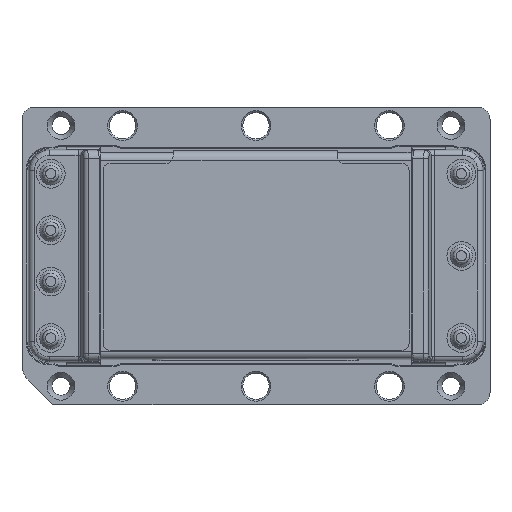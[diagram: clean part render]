
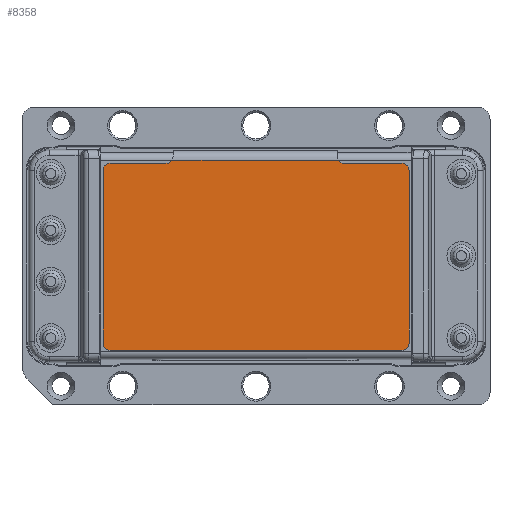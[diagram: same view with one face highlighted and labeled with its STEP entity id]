
A CAD part, top view. The second image highlights one B-rep face of the part: STEP entity #8358.
In plain terms, the highlighted planar face has unit normal (0, 0, 1).
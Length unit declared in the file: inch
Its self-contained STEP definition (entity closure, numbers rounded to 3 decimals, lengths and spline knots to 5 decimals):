
#861 = CARTESIAN_POINT ( 'NONE',  ( 0.41466, 0.07735, 0.07319 ) ) ;
#1065 = CARTESIAN_POINT ( 'NONE',  ( 0.41466, 0.91735, 0.07319 ) ) ;
#1066 = VECTOR ( 'NONE', #1115, 39.37008 ) ;
#1067 = CARTESIAN_POINT ( 'NONE',  ( 0.37966, 0.95235, 0.07319 ) ) ;
#1068 = LINE ( 'NONE', #1067, #1066 ) ;
#1074 = DIRECTION ( 'NONE',  ( 1., 0., 0. ) ) ;
#1075 = DIRECTION ( 'NONE',  ( 0., 0., 1. ) ) ;
#1076 = CARTESIAN_POINT ( 'NONE',  ( 0.37966, 0.07735, 0.07319 ) ) ;
#1077 = AXIS2_PLACEMENT_3D ( 'NONE', #1076, #1075, #1074 ) ;
#1094 = CIRCLE ( 'NONE', #1077, 0.035 ) ;
#1096 = CARTESIAN_POINT ( 'NONE',  ( 0.37966, 0.04235, 0.07319 ) ) ;
#1115 = DIRECTION ( 'NONE',  ( -1., 0., 0. ) ) ;
#8193 = CARTESIAN_POINT ( 'NONE',  ( 0.37966, 0.95235, 0.07319 ) ) ;
#8212 = CARTESIAN_POINT ( 'NONE',  ( 0.09966, 0.95235, 0.07319 ) ) ;
#8348 = ORIENTED_EDGE ( 'NONE', *, *, #8486, .T. ) ;
#8351 = ORIENTED_EDGE ( 'NONE', *, *, #8443, .T. ) ;
#8352 = ORIENTED_EDGE ( 'NONE', *, *, #8356, .T. ) ;
#8355 = ORIENTED_EDGE ( 'NONE', *, *, #8455, .T. ) ;
#8356 = EDGE_CURVE ( 'NONE', #10063, #8622, #11416, .T. ) ;
#8357 = ORIENTED_EDGE ( 'NONE', *, *, #8539, .T. ) ;
#8358 = ADVANCED_FACE ( 'NONE', ( #11411 ), #11390, .T. ) ;
#8362 = EDGE_CURVE ( 'NONE', #8434, #8445, #11480, .T. ) ;
#8370 = ORIENTED_EDGE ( 'NONE', *, *, #8362, .T. ) ;
#8430 = VERTEX_POINT ( 'NONE', #1096 ) ;
#8434 = VERTEX_POINT ( 'NONE', #861 ) ;
#8438 = EDGE_CURVE ( 'NONE', #8430, #8434, #1094, .T. ) ;
#8443 = EDGE_CURVE ( 'NONE', #10057, #10063, #1068, .T. ) ;
#8445 = VERTEX_POINT ( 'NONE', #1065 ) ;
#8455 = EDGE_CURVE ( 'NONE', #8445, #10057, #11602, .T. ) ;
#8468 = VERTEX_POINT ( 'NONE', #11679 ) ;
#8469 = VERTEX_POINT ( 'NONE', #11677 ) ;
#8473 = EDGE_CURVE ( 'NONE', #8480, #8469, #11674, .T. ) ;
#8475 = EDGE_CURVE ( 'NONE', #8468, #8480, #11623, .T. ) ;
#8480 = VERTEX_POINT ( 'NONE', #11689 ) ;
#8486 = EDGE_CURVE ( 'NONE', #8500, #8495, #11730, .T. ) ;
#8495 = VERTEX_POINT ( 'NONE', #11751 ) ;
#8499 = EDGE_CURVE ( 'NONE', #8495, #8430, #11776, .T. ) ;
#8500 = VERTEX_POINT ( 'NONE', #11775 ) ;
#8533 = VERTEX_POINT ( 'NONE', #11858 ) ;
#8539 = EDGE_CURVE ( 'NONE', #8533, #8468, #11883, .T. ) ;
#8560 = EDGE_LOOP ( 'NONE', ( #8597, #8357, #8588, #8595, #8608, #8348, #8590, #8598, #8370, #8355, #8351, #8352 ) ) ;
#8588 = ORIENTED_EDGE ( 'NONE', *, *, #8475, .T. ) ;
#8589 = EDGE_CURVE ( 'NONE', #8469, #8500, #12050, .T. ) ;
#8590 = ORIENTED_EDGE ( 'NONE', *, *, #8499, .T. ) ;
#8595 = ORIENTED_EDGE ( 'NONE', *, *, #8473, .T. ) ;
#8597 = ORIENTED_EDGE ( 'NONE', *, *, #8611, .F. ) ;
#8598 = ORIENTED_EDGE ( 'NONE', *, *, #8438, .T. ) ;
#8608 = ORIENTED_EDGE ( 'NONE', *, *, #8589, .T. ) ;
#8611 = EDGE_CURVE ( 'NONE', #8533, #8622, #12110, .T. ) ;
#8622 = VERTEX_POINT ( 'NONE', #12088 ) ;
#10057 = VERTEX_POINT ( 'NONE', #8193 ) ;
#10063 = VERTEX_POINT ( 'NONE', #8212 ) ;
#11383 = CARTESIAN_POINT ( 'NONE',  ( 0.09966, 0.98735, 0.07319 ) ) ;
#11390 = PLANE ( 'NONE',  #11410 ) ;
#11408 = DIRECTION ( 'NONE',  ( 0., 0., -1. ) ) ;
#11409 = AXIS2_PLACEMENT_3D ( 'NONE', #11383, #11408, #11450 ) ;
#11410 = AXIS2_PLACEMENT_3D ( 'NONE', #11432, #11431, #11430 ) ;
#11411 = FACE_OUTER_BOUND ( 'NONE', #8560, .T. ) ;
#11416 = CIRCLE ( 'NONE', #11409, 0.035 ) ;
#11429 = VECTOR ( 'NONE', #11434, 39.37008 ) ;
#11430 = DIRECTION ( 'NONE',  ( -1., 0., 0. ) ) ;
#11431 = DIRECTION ( 'NONE',  ( 0., 0., 1. ) ) ;
#11432 = CARTESIAN_POINT ( 'NONE',  ( -1.04134, 0.91735, 0.07319 ) ) ;
#11434 = DIRECTION ( 'NONE',  ( 0., 1., 0. ) ) ;
#11450 = DIRECTION ( 'NONE',  ( -1., 0., 0. ) ) ;
#11479 = CARTESIAN_POINT ( 'NONE',  ( 0.41466, 0.91735, 0.07319 ) ) ;
#11480 = LINE ( 'NONE', #11479, #11429 ) ;
#11599 = DIRECTION ( 'NONE',  ( 1., 0., 0. ) ) ;
#11600 = DIRECTION ( 'NONE',  ( 0., 0., 1. ) ) ;
#11601 = AXIS2_PLACEMENT_3D ( 'NONE', #11612, #11600, #11599 ) ;
#11602 = CIRCLE ( 'NONE', #11601, 0.035 ) ;
#11612 = CARTESIAN_POINT ( 'NONE',  ( 0.37966, 0.91735, 0.07319 ) ) ;
#11623 = LINE ( 'NONE', #11669, #11668 ) ;
#11631 = CARTESIAN_POINT ( 'NONE',  ( -1.04134, 0.91735, 0.07319 ) ) ;
#11659 = DIRECTION ( 'NONE',  ( -1., 0., 0. ) ) ;
#11663 = DIRECTION ( 'NONE',  ( -1., 0., 0. ) ) ;
#11664 = DIRECTION ( 'NONE',  ( 0., 0., 1. ) ) ;
#11665 = AXIS2_PLACEMENT_3D ( 'NONE', #11631, #11664, #11663 ) ;
#11668 = VECTOR ( 'NONE', #11659, 39.37008 ) ;
#11669 = CARTESIAN_POINT ( 'NONE',  ( -0.77034, 0.95235, 0.07319 ) ) ;
#11674 = CIRCLE ( 'NONE', #11665, 0.035 ) ;
#11677 = CARTESIAN_POINT ( 'NONE',  ( -1.07634, 0.91735, 0.07319 ) ) ;
#11679 = CARTESIAN_POINT ( 'NONE',  ( -0.77034, 0.95235, 0.07319 ) ) ;
#11689 = CARTESIAN_POINT ( 'NONE',  ( -1.04134, 0.95235, 0.07319 ) ) ;
#11722 = DIRECTION ( 'NONE',  ( 1., 0., 0. ) ) ;
#11723 = DIRECTION ( 'NONE',  ( 0., 0., 1. ) ) ;
#11724 = CARTESIAN_POINT ( 'NONE',  ( -1.04134, 0.07735, 0.07319 ) ) ;
#11725 = AXIS2_PLACEMENT_3D ( 'NONE', #11724, #11723, #11722 ) ;
#11730 = CIRCLE ( 'NONE', #11725, 0.035 ) ;
#11751 = CARTESIAN_POINT ( 'NONE',  ( -1.04134, 0.04235, 0.07319 ) ) ;
#11772 = DIRECTION ( 'NONE',  ( 1., 0., 0. ) ) ;
#11773 = VECTOR ( 'NONE', #11772, 39.37008 ) ;
#11774 = CARTESIAN_POINT ( 'NONE',  ( 0.37966, 0.04235, 0.07319 ) ) ;
#11775 = CARTESIAN_POINT ( 'NONE',  ( -1.07634, 0.07735, 0.07319 ) ) ;
#11776 = LINE ( 'NONE', #11774, #11773 ) ;
#11858 = CARTESIAN_POINT ( 'NONE',  ( -0.74055, 0.96897, 0.07319 ) ) ;
#11873 = DIRECTION ( 'NONE',  ( 1., 0., 0. ) ) ;
#11874 = DIRECTION ( 'NONE',  ( 0., 0., -1. ) ) ;
#11875 = CARTESIAN_POINT ( 'NONE',  ( -0.77034, 0.98735, 0.07319 ) ) ;
#11876 = AXIS2_PLACEMENT_3D ( 'NONE', #11875, #11874, #11873 ) ;
#11883 = CIRCLE ( 'NONE', #11876, 0.035 ) ;
#12047 = DIRECTION ( 'NONE',  ( 0., -1., 0. ) ) ;
#12048 = VECTOR ( 'NONE', #12047, 39.37008 ) ;
#12049 = CARTESIAN_POINT ( 'NONE',  ( -1.07634, 0.91735, 0.07319 ) ) ;
#12050 = LINE ( 'NONE', #12049, #12048 ) ;
#12088 = CARTESIAN_POINT ( 'NONE',  ( 0.06988, 0.96897, 0.07319 ) ) ;
#12089 = DIRECTION ( 'NONE',  ( 1., 0., 0. ) ) ;
#12090 = VECTOR ( 'NONE', #12089, 39.37008 ) ;
#12109 = CARTESIAN_POINT ( 'NONE',  ( -1.04134, 0.96897, 0.07319 ) ) ;
#12110 = LINE ( 'NONE', #12109, #12090 ) ;
